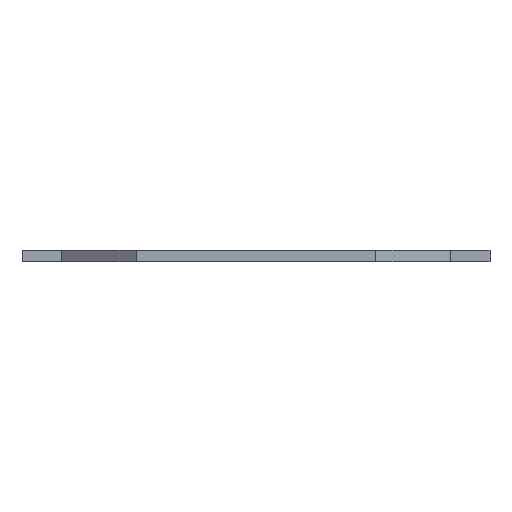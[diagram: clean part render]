
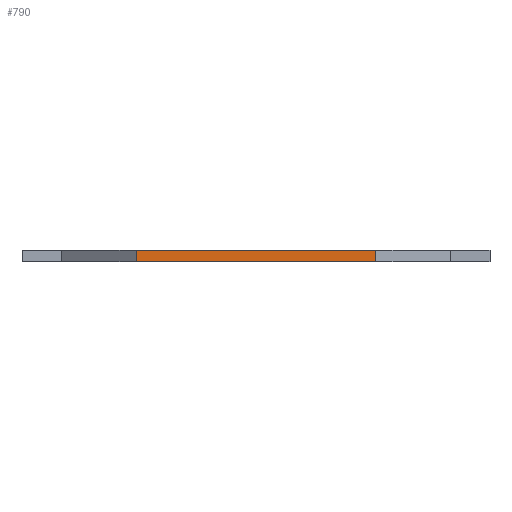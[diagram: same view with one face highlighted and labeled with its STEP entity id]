
A CAD part, front view. The second image highlights one B-rep face of the part: STEP entity #790.
In plain terms, the highlighted planar face has unit normal (0, -1, 0).
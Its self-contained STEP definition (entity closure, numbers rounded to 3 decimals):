
#114=FACE_OUTER_BOUND('',#182,.T.);
#182=EDGE_LOOP('',(#676,#677,#678,#679));
#234=LINE('',#1182,#310);
#252=LINE('',#1254,#328);
#258=LINE('',#1293,#334);
#259=LINE('',#1295,#335);
#310=VECTOR('',#948,1000.);
#328=VECTOR('',#1016,1000.);
#334=VECTOR('',#1056,1000.);
#335=VECTOR('',#1059,1000.);
#377=VERTEX_POINT('',#1179);
#378=VERTEX_POINT('',#1181);
#406=VERTEX_POINT('',#1251);
#407=VERTEX_POINT('',#1253);
#458=EDGE_CURVE('',#377,#378,#234,.T.);
#494=EDGE_CURVE('',#407,#406,#252,.T.);
#514=EDGE_CURVE('',#378,#406,#258,.T.);
#515=EDGE_CURVE('',#377,#407,#259,.T.);
#676=ORIENTED_EDGE('',*,*,#494,.T.);
#677=ORIENTED_EDGE('',*,*,#514,.F.);
#678=ORIENTED_EDGE('',*,*,#458,.F.);
#679=ORIENTED_EDGE('',*,*,#515,.T.);
#766=PLANE('',#874);
#790=ADVANCED_FACE('',(#114),#766,.F.);
#874=AXIS2_PLACEMENT_3D('',#1294,#1057,#1058);
#948=DIRECTION('',(1.,0.,0.));
#1016=DIRECTION('',(1.,0.,0.));
#1056=DIRECTION('',(0.,0.,-1.));
#1057=DIRECTION('center_axis',(0.,1.,0.));
#1058=DIRECTION('ref_axis',(-1.,0.,0.));
#1059=DIRECTION('',(0.,0.,-1.));
#1179=CARTESIAN_POINT('',(-28.266,-38.5,3.));
#1181=CARTESIAN_POINT('',(35.734,-38.5,3.));
#1182=CARTESIAN_POINT('',(35.734,-38.5,3.));
#1251=CARTESIAN_POINT('',(35.734,-38.5,0.));
#1253=CARTESIAN_POINT('',(-28.266,-38.5,0.));
#1254=CARTESIAN_POINT('',(35.734,-38.5,0.));
#1293=CARTESIAN_POINT('',(35.734,-38.5,3.));
#1294=CARTESIAN_POINT('Origin',(35.734,-38.5,3.));
#1295=CARTESIAN_POINT('',(-28.266,-38.5,3.));
